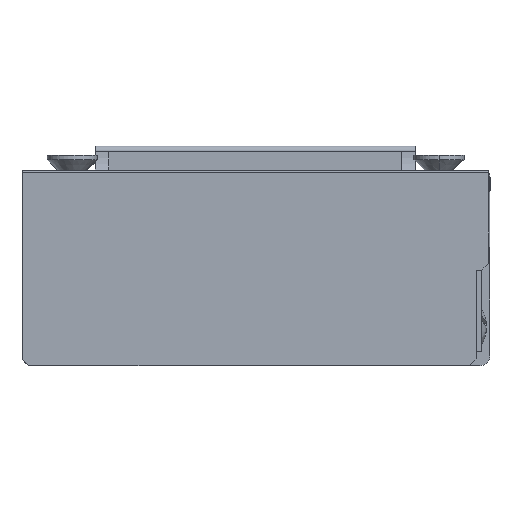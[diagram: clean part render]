
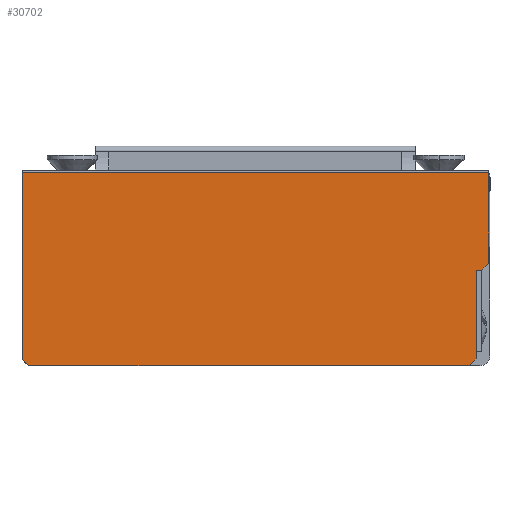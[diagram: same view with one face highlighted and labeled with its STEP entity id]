
A CAD part, left-side view. The second image highlights one B-rep face of the part: STEP entity #30702.
In plain terms, the highlighted face is planar.
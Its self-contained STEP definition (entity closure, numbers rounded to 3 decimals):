
#14 = VERTEX_POINT ( 'NONE', #14715 ) ;
#958 = LINE ( 'NONE', #21748, #28612 ) ;
#1618 = LINE ( 'NONE', #14698, #31763 ) ;
#1998 = VERTEX_POINT ( 'NONE', #21235 ) ;
#2472 = LINE ( 'NONE', #33646, #4940 ) ;
#2676 = EDGE_CURVE ( 'NONE', #33661, #18580, #16553, .T. ) ;
#2842 = CARTESIAN_POINT ( 'NONE',  ( 33.6, -13.7, 0. ) ) ;
#3941 = CARTESIAN_POINT ( 'NONE',  ( -37.5, 14., 0. ) ) ;
#4636 = VECTOR ( 'NONE', #20193, 1000. ) ;
#4670 = CARTESIAN_POINT ( 'NONE',  ( -33.2, 14., 0. ) ) ;
#4840 = LINE ( 'NONE', #15210, #14022 ) ;
#4940 = VECTOR ( 'NONE', #20860, 1000. ) ;
#5228 = EDGE_CURVE ( 'NONE', #9870, #7230, #9810, .T. ) ;
#6683 = ORIENTED_EDGE ( 'NONE', *, *, #14917, .T. ) ;
#7166 = VERTEX_POINT ( 'NONE', #10111 ) ;
#7230 = VERTEX_POINT ( 'NONE', #7580 ) ;
#7260 = DIRECTION ( 'NONE',  ( -1., 0., 0. ) ) ;
#7580 = CARTESIAN_POINT ( 'NONE',  ( 33.6, -0.7, 0. ) ) ;
#8448 = CARTESIAN_POINT ( 'NONE',  ( 32.6, 0.3, 0. ) ) ;
#9810 = LINE ( 'NONE', #22948, #4636 ) ;
#9870 = VERTEX_POINT ( 'NONE', #2842 ) ;
#9885 = VERTEX_POINT ( 'NONE', #8448 ) ;
#9954 = EDGE_CURVE ( 'NONE', #9885, #7230, #958, .T. ) ;
#10111 = CARTESIAN_POINT ( 'NONE',  ( -33.2, -13.7, 0. ) ) ;
#10649 = EDGE_CURVE ( 'NONE', #7166, #9870, #13608, .T. ) ;
#11452 = ORIENTED_EDGE ( 'NONE', *, *, #10649, .T. ) ;
#11992 = LINE ( 'NONE', #4670, #23633 ) ;
#12013 = EDGE_CURVE ( 'NONE', #33661, #14, #1618, .T. ) ;
#12583 = CARTESIAN_POINT ( 'NONE',  ( 31.8, 0.3, 0. ) ) ;
#12622 = CARTESIAN_POINT ( 'NONE',  ( 31.8, 13., 0. ) ) ;
#13608 = LINE ( 'NONE', #24024, #27037 ) ;
#14022 = VECTOR ( 'NONE', #22738, 1000. ) ;
#14347 = DIRECTION ( 'NONE',  ( -1., 0., 0. ) ) ;
#14698 = CARTESIAN_POINT ( 'NONE',  ( -37.5, 14., 0. ) ) ;
#14715 = CARTESIAN_POINT ( 'NONE',  ( -32.2, 14., 0. ) ) ;
#14917 = EDGE_CURVE ( 'NONE', #14, #1998, #2472, .T. ) ;
#15210 = CARTESIAN_POINT ( 'NONE',  ( 31.8, 14., 0. ) ) ;
#15860 = VECTOR ( 'NONE', #20471, 1000. ) ;
#16089 = ORIENTED_EDGE ( 'NONE', *, *, #5228, .T. ) ;
#16553 = LINE ( 'NONE', #12622, #15860 ) ;
#18517 = ORIENTED_EDGE ( 'NONE', *, *, #9954, .F. ) ;
#18580 = VERTEX_POINT ( 'NONE', #28624 ) ;
#19053 = EDGE_CURVE ( 'NONE', #9885, #22103, #25462, .T. ) ;
#20193 = DIRECTION ( 'NONE',  ( 0., 1., 0. ) ) ;
#20471 = DIRECTION ( 'NONE',  ( 0.707, -0.707, 0. ) ) ;
#20483 = ORIENTED_EDGE ( 'NONE', *, *, #23661, .T. ) ;
#20519 = CARTESIAN_POINT ( 'NONE',  ( 30.8, 14., 0. ) ) ;
#20860 = DIRECTION ( 'NONE',  ( -0.707, -0.707, 0. ) ) ;
#20895 = EDGE_CURVE ( 'NONE', #1998, #7166, #11992, .T. ) ;
#21235 = CARTESIAN_POINT ( 'NONE',  ( -33.2, 13., 0. ) ) ;
#21715 = ORIENTED_EDGE ( 'NONE', *, *, #19053, .T. ) ;
#21748 = CARTESIAN_POINT ( 'NONE',  ( 33.6, -0.7, 0. ) ) ;
#21874 = ORIENTED_EDGE ( 'NONE', *, *, #20895, .T. ) ;
#22103 = VERTEX_POINT ( 'NONE', #12583 ) ;
#22167 = DIRECTION ( 'NONE',  ( 0., 0., 1. ) ) ;
#22738 = DIRECTION ( 'NONE',  ( 0., 1., 0. ) ) ;
#22948 = CARTESIAN_POINT ( 'NONE',  ( 33.6, 14., 0. ) ) ;
#23633 = VECTOR ( 'NONE', #33119, 1000. ) ;
#23661 = EDGE_CURVE ( 'NONE', #22103, #18580, #4840, .T. ) ;
#24024 = CARTESIAN_POINT ( 'NONE',  ( -37.5, -13.7, 0. ) ) ;
#24527 = ORIENTED_EDGE ( 'NONE', *, *, #2676, .F. ) ;
#25422 = DIRECTION ( 'NONE',  ( 0.707, -0.707, 0. ) ) ;
#25462 = LINE ( 'NONE', #32628, #29721 ) ;
#26887 = DIRECTION ( 'NONE',  ( 1., 0., 0. ) ) ;
#27037 = VECTOR ( 'NONE', #26887, 1000. ) ;
#27077 = AXIS2_PLACEMENT_3D ( 'NONE', #3941, #22167, #29787 ) ;
#28612 = VECTOR ( 'NONE', #25422, 1000. ) ;
#28624 = CARTESIAN_POINT ( 'NONE',  ( 31.8, 13., 0. ) ) ;
#29134 = FACE_OUTER_BOUND ( 'NONE', #31700, .T. ) ;
#29721 = VECTOR ( 'NONE', #7260, 1000. ) ;
#29787 = DIRECTION ( 'NONE',  ( 1., 0., 0. ) ) ;
#30332 = ORIENTED_EDGE ( 'NONE', *, *, #12013, .T. ) ;
#30702 = ADVANCED_FACE ( 'N', ( #29134 ), #31876, .T. ) ;
#31700 = EDGE_LOOP ( 'NONE', ( #21874, #11452, #16089, #18517, #21715, #20483, #24527, #30332, #6683 ) ) ;
#31763 = VECTOR ( 'NONE', #14347, 1000. ) ;
#31876 = PLANE ( 'NONE',  #27077 ) ;
#32628 = CARTESIAN_POINT ( 'NONE',  ( 33.6, 0.3, 0. ) ) ;
#33119 = DIRECTION ( 'NONE',  ( 0., -1., 0. ) ) ;
#33646 = CARTESIAN_POINT ( 'NONE',  ( -32.2, 14., 0. ) ) ;
#33661 = VERTEX_POINT ( 'NONE', #20519 ) ;
